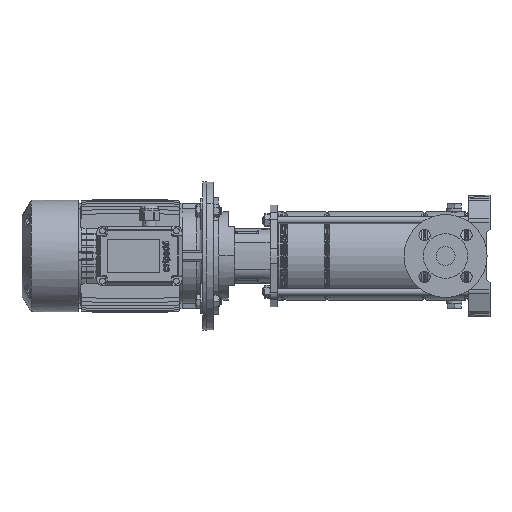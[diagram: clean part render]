
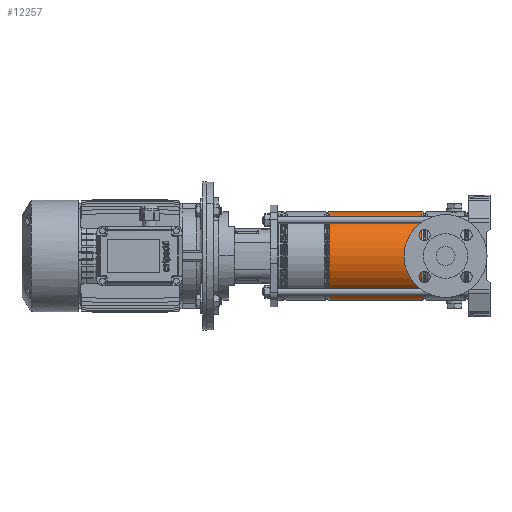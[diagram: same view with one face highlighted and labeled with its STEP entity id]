
A CAD part, left-side view. The second image highlights one B-rep face of the part: STEP entity #12257.
In plain terms, the highlighted cylindrical face has radius 74.9 mm (diameter 149.8 mm), a partial arc.
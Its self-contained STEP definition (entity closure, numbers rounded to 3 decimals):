
#890 = LINE ( 'NONE', #69001, #57987 ) ;
#977 = CIRCLE ( 'NONE', #33420, 74.9 ) ;
#1855 = AXIS2_PLACEMENT_3D ( 'NONE', #17026, #11383, #51596 ) ;
#2444 = DIRECTION ( 'NONE',  ( 1., 0., 0. ) ) ;
#4570 = VERTEX_POINT ( 'NONE', #29300 ) ;
#6856 = CARTESIAN_POINT ( 'NONE',  ( 0., 0., 87.279 ) ) ;
#7226 = DIRECTION ( 'NONE',  ( 1., 0., 0. ) ) ;
#7710 = ORIENTED_EDGE ( 'NONE', *, *, #12522, .T. ) ;
#9437 = CARTESIAN_POINT ( 'NONE',  ( 74.9, 0., 0. ) ) ;
#11383 = DIRECTION ( 'NONE',  ( 0., 0., -1. ) ) ;
#12257 = ADVANCED_FACE ( 'NONE', ( #38475 ), #38857, .T. ) ;
#12522 = EDGE_CURVE ( 'NONE', #4570, #57603, #26353, .T. ) ;
#13258 = VERTEX_POINT ( 'NONE', #35985 ) ;
#17026 = CARTESIAN_POINT ( 'NONE',  ( 0., 0., 0. ) ) ;
#18336 = CIRCLE ( 'NONE', #41119, 74.9 ) ;
#22739 = DIRECTION ( 'NONE',  ( 0., 0., -1. ) ) ;
#24163 = DIRECTION ( 'NONE',  ( 0., 0., 1. ) ) ;
#26353 = LINE ( 'NONE', #9437, #74077 ) ;
#27226 = EDGE_LOOP ( 'NONE', ( #45786, #7710, #55835, #55530 ) ) ;
#28831 = EDGE_CURVE ( 'NONE', #57563, #4570, #977, .T. ) ;
#29300 = CARTESIAN_POINT ( 'NONE',  ( 74.9, 0., 243.221 ) ) ;
#33420 = AXIS2_PLACEMENT_3D ( 'NONE', #53951, #72782, #2444 ) ;
#35985 = CARTESIAN_POINT ( 'NONE',  ( -74.9, 0., 87.279 ) ) ;
#37078 = CARTESIAN_POINT ( 'NONE',  ( -74.9, 0., 243.221 ) ) ;
#38156 = EDGE_CURVE ( 'NONE', #57603, #13258, #18336, .T. ) ;
#38475 = FACE_OUTER_BOUND ( 'NONE', #27226, .T. ) ;
#38857 = CYLINDRICAL_SURFACE ( 'NONE', #1855, 74.9 ) ;
#41119 = AXIS2_PLACEMENT_3D ( 'NONE', #6856, #24163, #7226 ) ;
#45786 = ORIENTED_EDGE ( 'NONE', *, *, #28831, .T. ) ;
#49286 = DIRECTION ( 'NONE',  ( 0., 0., -1. ) ) ;
#51596 = DIRECTION ( 'NONE',  ( -1., 0., 0. ) ) ;
#53951 = CARTESIAN_POINT ( 'NONE',  ( 0., 0., 243.221 ) ) ;
#54715 = CARTESIAN_POINT ( 'NONE',  ( 74.9, 0., 87.279 ) ) ;
#55530 = ORIENTED_EDGE ( 'NONE', *, *, #56807, .F. ) ;
#55835 = ORIENTED_EDGE ( 'NONE', *, *, #38156, .T. ) ;
#56807 = EDGE_CURVE ( 'NONE', #57563, #13258, #890, .T. ) ;
#57563 = VERTEX_POINT ( 'NONE', #37078 ) ;
#57603 = VERTEX_POINT ( 'NONE', #54715 ) ;
#57987 = VECTOR ( 'NONE', #22739, 1000. ) ;
#69001 = CARTESIAN_POINT ( 'NONE',  ( -74.9, 0., 0. ) ) ;
#72782 = DIRECTION ( 'NONE',  ( 0., 0., -1. ) ) ;
#74077 = VECTOR ( 'NONE', #49286, 1000. ) ;
